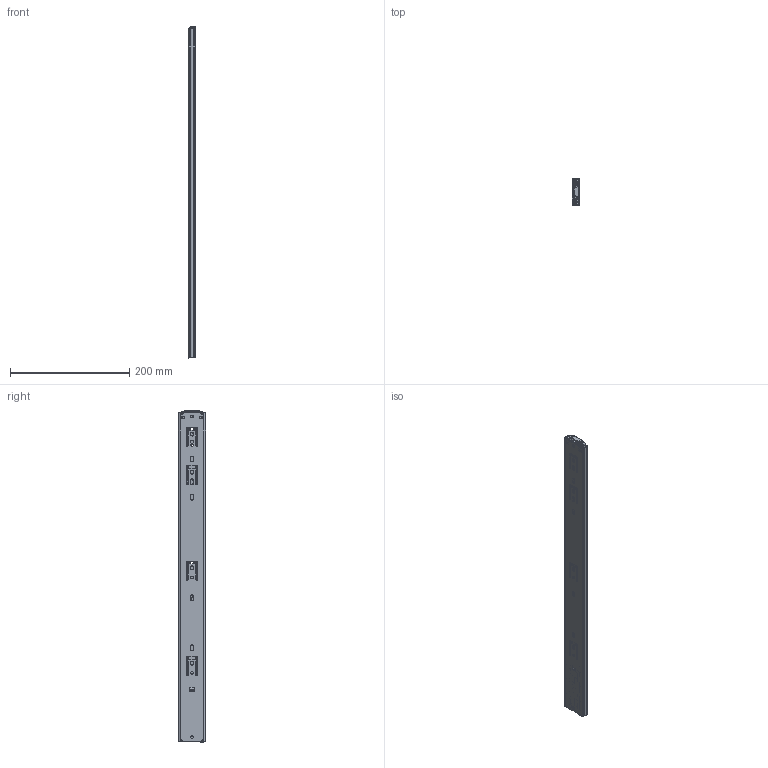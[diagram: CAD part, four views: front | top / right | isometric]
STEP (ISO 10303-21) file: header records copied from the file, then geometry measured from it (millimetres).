
FILE_DESCRIPTION (( 'STEP AP214' ), '1' );
FILE_NAME ('45#毀粟22渡close.STEP', '2024-10-10T06:50:50', ( '' ), ( '' ), 'SwSTEP 2.0', 'SolidWorks 2016', '' );
FILE_SCHEMA (( 'AUTOMOTIVE_DESIGN' ));
Length unit declared in the file: millimetre
Products named in the file (13): 毀粟; 紩沭211; 毀粟2; 45中轨胶塞; 45癹弇坶; 詩紩4.72; 毀粟1; 45紩殤22渡; 45#等遣喳囀寢22渡; 囀寢蝶諶; 45#等遣喳俋寢22渡; 45#等遣喳笢寢22渡; 45#毀粟22渡close
Assembly tree (72 placements, depth 3):
  45#毀粟22渡close
    45#等遣喳俋寢22渡
    45#等遣喳笢寢22渡
    45#等遣喳囀寢22渡
    45紩殤22渡
    詩紩4.72  x60
    紩沭211  x2
    毀粟
      毀粟1
      毀粟2
    45中轨胶塞
    45癹弇坶
    囀寢蝶諶
Bounding box: 13.28 x 45.47 x 556.21 mm (x, y, z)
Volume: 125320.1 mm3; surface area: 215844.4 mm2
Topology: 78 solids, 78 shells, 4477 faces, 12421 edges, 7679 vertices
Faces by surface type: plane 1598, cylinder 1191, bspline 915, sphere 386, torus 320, cone 67
Entity records: 138930 total; most frequent: CARTESIAN_POINT 44435, ORIENTED_EDGE 21446, DIRECTION 16974, EDGE_CURVE 10723, VERTEX_POINT 6769, AXIS2_PLACEMENT_3D 5838, VECTOR 5298, LINE 5298
